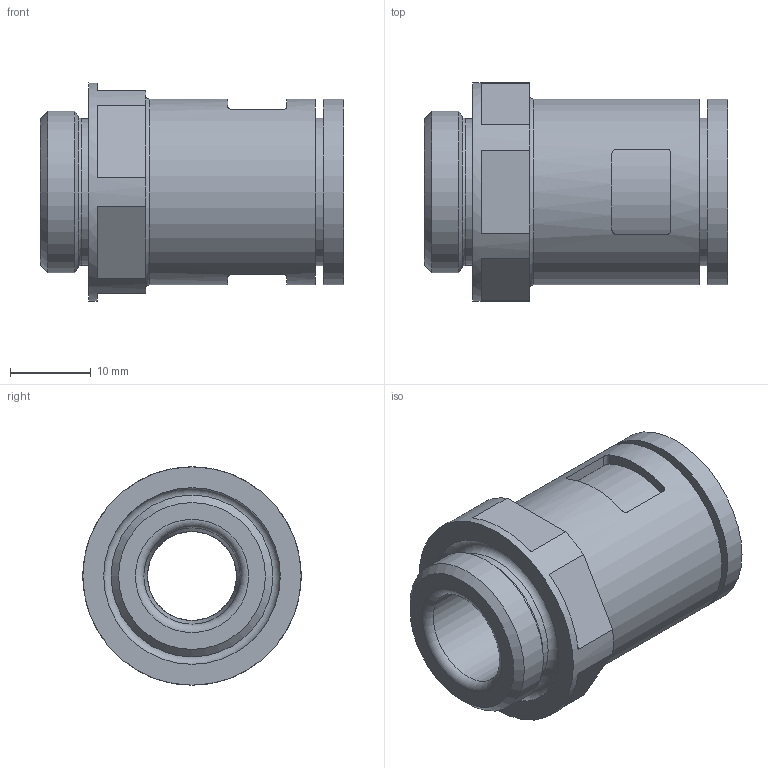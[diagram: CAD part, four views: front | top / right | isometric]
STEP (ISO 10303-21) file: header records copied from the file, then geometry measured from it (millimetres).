
FILE_DESCRIPTION( ( 'STEP AP203' ), '1' );
FILE_NAME( 'FLEXA RQGK-M 5107.415.220.stp', '2020-03-25T09:50:21', ( 'License CC BY-ND 4.0' ), ( 'CADENAS' ), ' ', 'PARTsolutions', ' ' );
FILE_SCHEMA( ( 'CONFIG_CONTROL_DESIGN' ) );
Length unit declared in the file: millimetre
Products named in the file (1): _FLEXA RQGK-M 5107.415.220
Bounding box: 37.5 x 27 x 27 mm (x, y, z)
Volume: 9434.1 mm3; surface area: 5726.4 mm2
Topology: 1 solids, 1 shells, 58 faces, 136 edges, 86 vertices
Faces by surface type: plane 27, cylinder 19, torus 9, cone 3
Full cylindrical faces by diameter (mm): 11 x1, 12 x1, 15.8 x1, 18.16 x1, 18.3 x1, 20 x1, 23 x2, 27 x1
Entity records: 1638 total; most frequent: CARTESIAN_POINT 357, DIRECTION 260, ORIENTED_EDGE 222, EDGE_CURVE 111, AXIS2_PLACEMENT_3D 106, EDGE_LOOP 88, VERTEX_POINT 83, FACE_OUTER_BOUND 76
